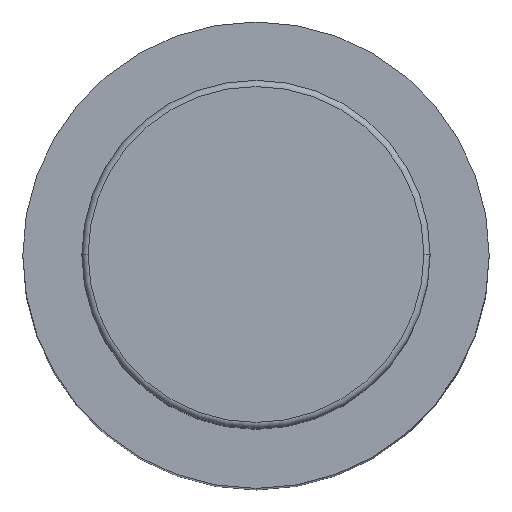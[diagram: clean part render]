
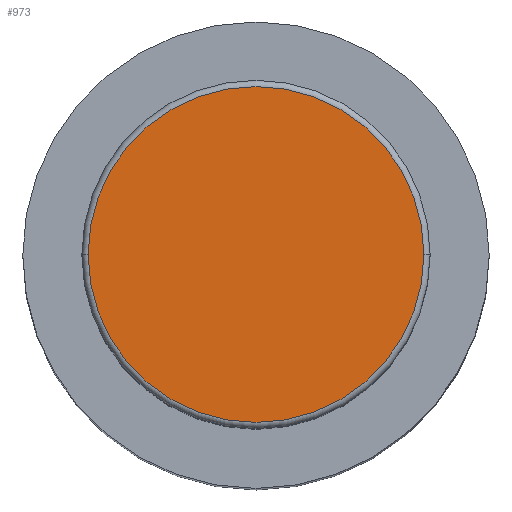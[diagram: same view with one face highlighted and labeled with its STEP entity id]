
A CAD part, top view. The second image highlights one B-rep face of the part: STEP entity #973.
In plain terms, the highlighted planar face has unit normal (0, 0, 1).
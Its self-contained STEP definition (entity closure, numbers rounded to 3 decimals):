
#52 = CIRCLE ( 'NONE', #1132, 27. ) ;
#152 = CARTESIAN_POINT ( 'NONE',  ( 0., 0., 210. ) ) ;
#162 = DIRECTION ( 'NONE',  ( 0., 0., 1. ) ) ;
#166 = DIRECTION ( 'NONE',  ( 1., 0., 0. ) ) ;
#210 = DIRECTION ( 'NONE',  ( 1., 0., 0. ) ) ;
#269 = DIRECTION ( 'NONE',  ( 0., 0., 1. ) ) ;
#273 = CARTESIAN_POINT ( 'NONE',  ( 0., 0., 210. ) ) ;
#288 = VERTEX_POINT ( 'NONE', #545 ) ;
#329 = EDGE_CURVE ( 'NONE', #665, #288, #52, .T. ) ;
#410 = AXIS2_PLACEMENT_3D ( 'NONE', #875, #961, #859 ) ;
#446 = EDGE_LOOP ( 'NONE', ( #723, #965 ) ) ;
#545 = CARTESIAN_POINT ( 'NONE',  ( -27., 0., 210. ) ) ;
#665 = VERTEX_POINT ( 'NONE', #1252 ) ;
#686 = EDGE_CURVE ( 'NONE', #288, #665, #1275, .T. ) ;
#723 = ORIENTED_EDGE ( 'NONE', *, *, #329, .T. ) ;
#853 = PLANE ( 'NONE',  #410 ) ;
#859 = DIRECTION ( 'NONE',  ( 1., 0., 0. ) ) ;
#861 = AXIS2_PLACEMENT_3D ( 'NONE', #273, #269, #210 ) ;
#875 = CARTESIAN_POINT ( 'NONE',  ( 0., 0., 210. ) ) ;
#961 = DIRECTION ( 'NONE',  ( 0., 0., 1. ) ) ;
#965 = ORIENTED_EDGE ( 'NONE', *, *, #686, .T. ) ;
#973 = ADVANCED_FACE ( 'NONE', ( #1007 ), #853, .T. ) ;
#1007 = FACE_OUTER_BOUND ( 'NONE', #446, .T. ) ;
#1132 = AXIS2_PLACEMENT_3D ( 'NONE', #152, #162, #166 ) ;
#1252 = CARTESIAN_POINT ( 'NONE',  ( 27., 0., 210. ) ) ;
#1275 = CIRCLE ( 'NONE', #861, 27. ) ;
